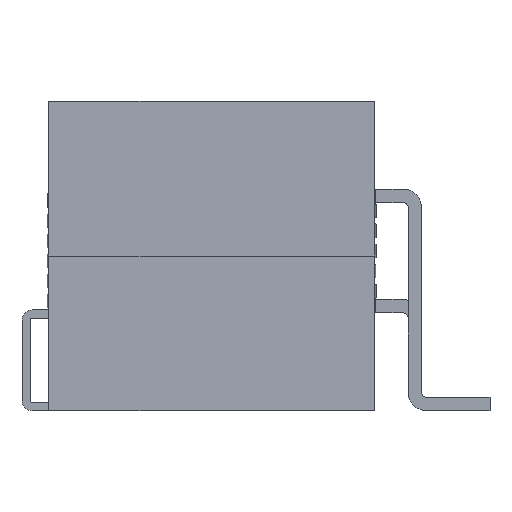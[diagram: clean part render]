
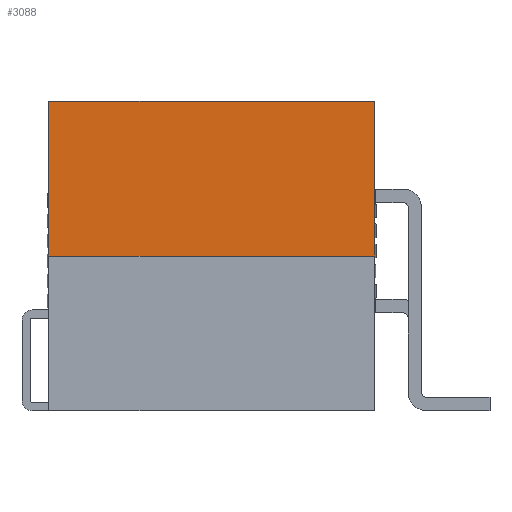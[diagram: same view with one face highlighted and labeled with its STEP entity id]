
A CAD part, left-side view. The second image highlights one B-rep face of the part: STEP entity #3088.
In plain terms, the highlighted planar face has unit normal (-1, 0, 0).
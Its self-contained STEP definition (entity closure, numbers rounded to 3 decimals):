
#44 = PLANE('',#45);
#45 = AXIS2_PLACEMENT_3D('',#46,#47,#48);
#46 = CARTESIAN_POINT('',(-14.25,-9.75,18.5));
#47 = DIRECTION('',(0.,0.,1.));
#48 = DIRECTION('',(1.,0.,0.));
#1626 = VERTEX_POINT('',#1627);
#1627 = CARTESIAN_POINT('',(-14.25,9.75,18.5));
#1641 = PLANE('',#1642);
#1642 = AXIS2_PLACEMENT_3D('',#1643,#1644,#1645);
#1643 = CARTESIAN_POINT('',(14.25,9.75,18.5));
#1644 = DIRECTION('',(0.,-1.,0.));
#1645 = DIRECTION('',(1.,0.,0.));
#1653 = EDGE_CURVE('',#1626,#1654,#1656,.T.);
#1654 = VERTEX_POINT('',#1655);
#1655 = CARTESIAN_POINT('',(-14.25,-9.75,18.5));
#1656 = SURFACE_CURVE('',#1657,(#1661,#1668),.PCURVE_S1.);
#1657 = LINE('',#1658,#1659);
#1658 = CARTESIAN_POINT('',(-14.25,9.75,18.5));
#1659 = VECTOR('',#1660,1.);
#1660 = DIRECTION('',(0.,-1.,0.));
#1661 = PCURVE('',#44,#1662);
#1662 = DEFINITIONAL_REPRESENTATION('',(#1663),#1667);
#1663 = LINE('',#1664,#1665);
#1664 = CARTESIAN_POINT('',(0.,19.5));
#1665 = VECTOR('',#1666,1.);
#1666 = DIRECTION('',(0.,-1.));
#1667 = ( GEOMETRIC_REPRESENTATION_CONTEXT(2) 
PARAMETRIC_REPRESENTATION_CONTEXT() REPRESENTATION_CONTEXT('2D SPACE',''
  ) );
#1668 = PCURVE('',#1669,#1674);
#1669 = PLANE('',#1670);
#1670 = AXIS2_PLACEMENT_3D('',#1671,#1672,#1673);
#1671 = CARTESIAN_POINT('',(-14.25,9.75,18.5));
#1672 = DIRECTION('',(1.,0.,0.));
#1673 = DIRECTION('',(0.,0.,-1.));
#1674 = DEFINITIONAL_REPRESENTATION('',(#1675),#1679);
#1675 = LINE('',#1676,#1677);
#1676 = CARTESIAN_POINT('',(0.,0.));
#1677 = VECTOR('',#1678,1.);
#1678 = DIRECTION('',(0.,-1.));
#1679 = ( GEOMETRIC_REPRESENTATION_CONTEXT(2) 
PARAMETRIC_REPRESENTATION_CONTEXT() REPRESENTATION_CONTEXT('2D SPACE',''
  ) );
#1697 = PLANE('',#1698);
#1698 = AXIS2_PLACEMENT_3D('',#1699,#1700,#1701);
#1699 = CARTESIAN_POINT('',(-14.25,-9.75,18.5));
#1700 = DIRECTION('',(0.,1.,0.));
#1701 = DIRECTION('',(-1.,0.,0.));
#3088 = ADVANCED_FACE('',(#3089),#1669,.F.);
#3089 = FACE_BOUND('',#3090,.T.);
#3090 = EDGE_LOOP('',(#3091,#3121,#3142,#3143));
#3091 = ORIENTED_EDGE('',*,*,#3092,.T.);
#3092 = EDGE_CURVE('',#3093,#3095,#3097,.T.);
#3093 = VERTEX_POINT('',#3094);
#3094 = CARTESIAN_POINT('',(-14.25,9.75,9.25));
#3095 = VERTEX_POINT('',#3096);
#3096 = CARTESIAN_POINT('',(-14.25,-9.75,9.25));
#3097 = SURFACE_CURVE('',#3098,(#3102,#3109),.PCURVE_S1.);
#3098 = LINE('',#3099,#3100);
#3099 = CARTESIAN_POINT('',(-14.25,9.75,9.25));
#3100 = VECTOR('',#3101,1.);
#3101 = DIRECTION('',(0.,-1.,0.));
#3102 = PCURVE('',#1669,#3103);
#3103 = DEFINITIONAL_REPRESENTATION('',(#3104),#3108);
#3104 = LINE('',#3105,#3106);
#3105 = CARTESIAN_POINT('',(9.25,0.));
#3106 = VECTOR('',#3107,1.);
#3107 = DIRECTION('',(0.,-1.));
#3108 = ( GEOMETRIC_REPRESENTATION_CONTEXT(2) 
PARAMETRIC_REPRESENTATION_CONTEXT() REPRESENTATION_CONTEXT('2D SPACE',''
  ) );
#3109 = PCURVE('',#3110,#3115);
#3110 = PLANE('',#3111);
#3111 = AXIS2_PLACEMENT_3D('',#3112,#3113,#3114);
#3112 = CARTESIAN_POINT('',(-14.25,-9.75,9.25));
#3113 = DIRECTION('',(0.,0.,1.));
#3114 = DIRECTION('',(1.,0.,0.));
#3115 = DEFINITIONAL_REPRESENTATION('',(#3116),#3120);
#3116 = LINE('',#3117,#3118);
#3117 = CARTESIAN_POINT('',(0.,19.5));
#3118 = VECTOR('',#3119,1.);
#3119 = DIRECTION('',(0.,-1.));
#3120 = ( GEOMETRIC_REPRESENTATION_CONTEXT(2) 
PARAMETRIC_REPRESENTATION_CONTEXT() REPRESENTATION_CONTEXT('2D SPACE',''
  ) );
#3121 = ORIENTED_EDGE('',*,*,#3122,.F.);
#3122 = EDGE_CURVE('',#1654,#3095,#3123,.T.);
#3123 = SURFACE_CURVE('',#3124,(#3128,#3135),.PCURVE_S1.);
#3124 = LINE('',#3125,#3126);
#3125 = CARTESIAN_POINT('',(-14.25,-9.75,18.5));
#3126 = VECTOR('',#3127,1.);
#3127 = DIRECTION('',(0.,0.,-1.));
#3128 = PCURVE('',#1669,#3129);
#3129 = DEFINITIONAL_REPRESENTATION('',(#3130),#3134);
#3130 = LINE('',#3131,#3132);
#3131 = CARTESIAN_POINT('',(0.,-19.5));
#3132 = VECTOR('',#3133,1.);
#3133 = DIRECTION('',(1.,0.));
#3134 = ( GEOMETRIC_REPRESENTATION_CONTEXT(2) 
PARAMETRIC_REPRESENTATION_CONTEXT() REPRESENTATION_CONTEXT('2D SPACE',''
  ) );
#3135 = PCURVE('',#1697,#3136);
#3136 = DEFINITIONAL_REPRESENTATION('',(#3137),#3141);
#3137 = LINE('',#3138,#3139);
#3138 = CARTESIAN_POINT('',(0.,0.));
#3139 = VECTOR('',#3140,1.);
#3140 = DIRECTION('',(0.,-1.));
#3141 = ( GEOMETRIC_REPRESENTATION_CONTEXT(2) 
PARAMETRIC_REPRESENTATION_CONTEXT() REPRESENTATION_CONTEXT('2D SPACE',''
  ) );
#3142 = ORIENTED_EDGE('',*,*,#1653,.F.);
#3143 = ORIENTED_EDGE('',*,*,#3144,.T.);
#3144 = EDGE_CURVE('',#1626,#3093,#3145,.T.);
#3145 = SURFACE_CURVE('',#3146,(#3150,#3157),.PCURVE_S1.);
#3146 = LINE('',#3147,#3148);
#3147 = CARTESIAN_POINT('',(-14.25,9.75,18.5));
#3148 = VECTOR('',#3149,1.);
#3149 = DIRECTION('',(0.,0.,-1.));
#3150 = PCURVE('',#1669,#3151);
#3151 = DEFINITIONAL_REPRESENTATION('',(#3152),#3156);
#3152 = LINE('',#3153,#3154);
#3153 = CARTESIAN_POINT('',(0.,0.));
#3154 = VECTOR('',#3155,1.);
#3155 = DIRECTION('',(1.,0.));
#3156 = ( GEOMETRIC_REPRESENTATION_CONTEXT(2) 
PARAMETRIC_REPRESENTATION_CONTEXT() REPRESENTATION_CONTEXT('2D SPACE',''
  ) );
#3157 = PCURVE('',#1641,#3158);
#3158 = DEFINITIONAL_REPRESENTATION('',(#3159),#3163);
#3159 = LINE('',#3160,#3161);
#3160 = CARTESIAN_POINT('',(-28.5,0.));
#3161 = VECTOR('',#3162,1.);
#3162 = DIRECTION('',(0.,-1.));
#3163 = ( GEOMETRIC_REPRESENTATION_CONTEXT(2) 
PARAMETRIC_REPRESENTATION_CONTEXT() REPRESENTATION_CONTEXT('2D SPACE',''
  ) );
